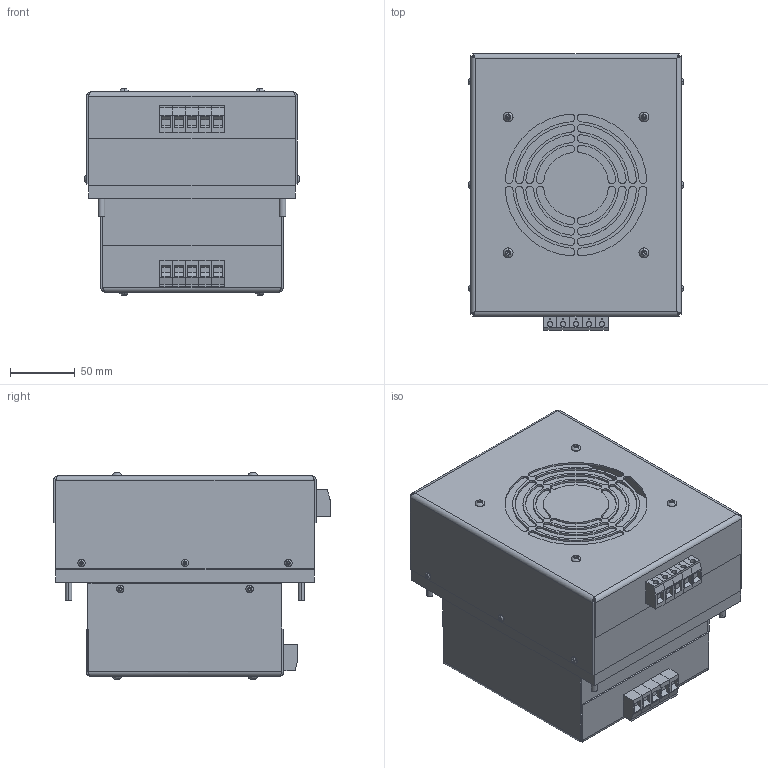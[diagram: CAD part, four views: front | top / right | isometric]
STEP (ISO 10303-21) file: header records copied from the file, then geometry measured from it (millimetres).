
FILE_DESCRIPTION (( 'STEP AP214' ), '1' );
FILE_NAME ('V41513_Kühlaggregat.STEP', '2011-04-20T10:14:30', ( 'Moeller' ), ( 'SYMTEC Maschinenbau Engineering GmbH' ), 'SwSTEP 2.0', 'SolidWorks 2007', '' );
FILE_SCHEMA (( 'AUTOMOTIVE_DESIGN' ));
Length unit declared in the file: millimetre
Products named in the file (10): V41513_Kühlaggregat; ISO7380_M4x35-A2_Linsenkopfschraube_Hüllkurve; Phoenix_VDFK-4-Select_0708250_Standard; ISO7380_M3x8_Flachkopfschraube_ISO 7380 - M3 x 8 --- 8N; DIN916_M5x30_Gewindestift_DIN 913 - M5 x 30; Isolierung_aussen_Hüllkurve; Haube_KS_Standard; Haube_Standard; PK80KSKK_Kaltseite_Hüllkurve; PK80HSKK_Heissseite_Hüllkurve
Assembly tree (37 placements, depth 2):
  V41513_Kühlaggregat
    Phoenix_VDFK-4-Select_0708250_Standard  x10
    ISO7380_M4x35-A2_Linsenkopfschraube_Hüllkurve  x8
    Isolierung_aussen_Hüllkurve
    ISO7380_M3x8_Flachkopfschraube_ISO 7380 - M3 x 8 --- 8N  x10
    PK80KSKK_Kaltseite_Hüllkurve
    PK80HSKK_Heissseite_Hüllkurve
    Haube_KS_Standard
    DIN916_M5x30_Gewindestift_DIN 913 - M5 x 30  x4
    Haube_Standard
Bounding box: 166.3 x 213.9 x 159.4 mm (x, y, z)
Volume: 2409836.4 mm3; surface area: 475464.4 mm2
Topology: 37 solids, 37 shells, 1292 faces, 3120 edges, 1966 vertices
Faces by surface type: plane 672, cylinder 464, cone 84, sphere 36, torus 20, bspline 16
Entity records: 16958 total; most frequent: CARTESIAN_POINT 3305, DIRECTION 2761, ORIENTED_EDGE 2510, EDGE_CURVE 1255, AXIS2_PLACEMENT_3D 1076, VERTEX_POINT 808, EDGE_LOOP 635, VECTOR 609
